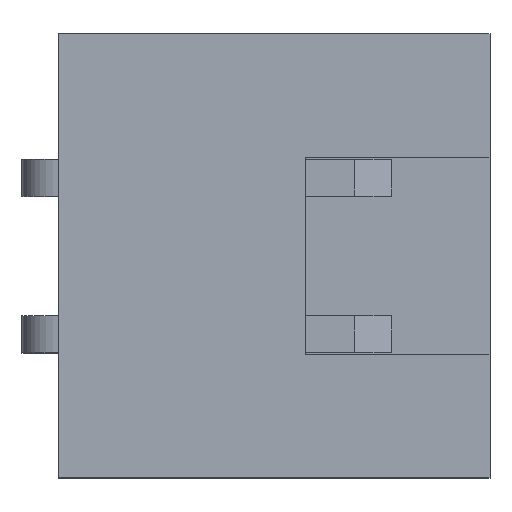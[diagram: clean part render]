
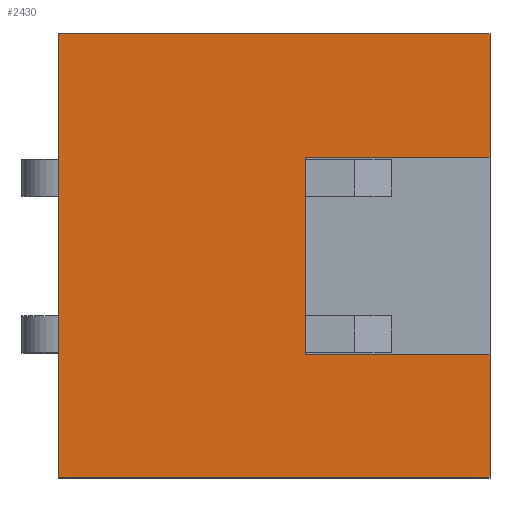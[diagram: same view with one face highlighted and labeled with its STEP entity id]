
A CAD part, top view. The second image highlights one B-rep face of the part: STEP entity #2430.
In plain terms, the highlighted planar face has unit normal (0, 0, 1).
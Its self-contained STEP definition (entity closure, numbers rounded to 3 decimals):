
#728 = PLANE('',#729);
#729 = AXIS2_PLACEMENT_3D('',#730,#731,#732);
#730 = CARTESIAN_POINT('',(7.,0.,0.));
#731 = DIRECTION('',(1.,0.,0.));
#732 = DIRECTION('',(0.,0.,1.));
#905 = PLANE('',#906);
#906 = AXIS2_PLACEMENT_3D('',#907,#908,#909);
#907 = CARTESIAN_POINT('',(4.,2.,6.));
#908 = DIRECTION('',(0.,-1.,0.));
#909 = DIRECTION('',(1.,0.,0.));
#931 = PLANE('',#932);
#932 = AXIS2_PLACEMENT_3D('',#933,#934,#935);
#933 = CARTESIAN_POINT('',(4.,5.2,6.));
#934 = DIRECTION('',(-1.,0.,0.));
#935 = DIRECTION('',(0.,-1.,0.));
#957 = PLANE('',#958);
#958 = AXIS2_PLACEMENT_3D('',#959,#960,#961);
#959 = CARTESIAN_POINT('',(7.,5.2,6.));
#960 = DIRECTION('',(0.,1.,0.));
#961 = DIRECTION('',(-1.,0.,0.));
#981 = PLANE('',#982);
#982 = AXIS2_PLACEMENT_3D('',#983,#984,#985);
#983 = CARTESIAN_POINT('',(7.,0.,0.));
#984 = DIRECTION('',(1.,0.,0.));
#985 = DIRECTION('',(0.,0.,1.));
#1436 = PLANE('',#1437);
#1437 = AXIS2_PLACEMENT_3D('',#1438,#1439,#1440);
#1438 = CARTESIAN_POINT('',(0.,0.,0.));
#1439 = DIRECTION('',(0.,1.,0.));
#1440 = DIRECTION('',(0.,0.,1.));
#1492 = PLANE('',#1493);
#1493 = AXIS2_PLACEMENT_3D('',#1494,#1495,#1496);
#1494 = CARTESIAN_POINT('',(0.,7.2,0.));
#1495 = DIRECTION('',(0.,1.,0.));
#1496 = DIRECTION('',(0.,0.,1.));
#1700 = VERTEX_POINT('',#1701);
#1701 = CARTESIAN_POINT('',(7.,0.,6.));
#1726 = VERTEX_POINT('',#1727);
#1727 = CARTESIAN_POINT('',(7.,2.,6.));
#1748 = EDGE_CURVE('',#1700,#1726,#1749,.T.);
#1749 = SURFACE_CURVE('',#1750,(#1754,#1761),.PCURVE_S1.);
#1750 = LINE('',#1751,#1752);
#1751 = CARTESIAN_POINT('',(7.,0.,6.));
#1752 = VECTOR('',#1753,1.);
#1753 = DIRECTION('',(0.,1.,0.));
#1754 = PCURVE('',#728,#1755);
#1755 = DEFINITIONAL_REPRESENTATION('',(#1756),#1760);
#1756 = LINE('',#1757,#1758);
#1757 = CARTESIAN_POINT('',(6.,0.));
#1758 = VECTOR('',#1759,1.);
#1759 = DIRECTION('',(0.,-1.));
#1760 = ( GEOMETRIC_REPRESENTATION_CONTEXT(2) 
PARAMETRIC_REPRESENTATION_CONTEXT() REPRESENTATION_CONTEXT('2D SPACE',''
  ) );
#1761 = PCURVE('',#1762,#1767);
#1762 = PLANE('',#1763);
#1763 = AXIS2_PLACEMENT_3D('',#1764,#1765,#1766);
#1764 = CARTESIAN_POINT('',(0.,0.,6.));
#1765 = DIRECTION('',(0.,0.,1.));
#1766 = DIRECTION('',(1.,0.,0.));
#1767 = DEFINITIONAL_REPRESENTATION('',(#1768),#1772);
#1768 = LINE('',#1769,#1770);
#1769 = CARTESIAN_POINT('',(7.,0.));
#1770 = VECTOR('',#1771,1.);
#1771 = DIRECTION('',(0.,1.));
#1772 = ( GEOMETRIC_REPRESENTATION_CONTEXT(2) 
PARAMETRIC_REPRESENTATION_CONTEXT() REPRESENTATION_CONTEXT('2D SPACE',''
  ) );
#1777 = EDGE_CURVE('',#1778,#1780,#1782,.T.);
#1778 = VERTEX_POINT('',#1779);
#1779 = CARTESIAN_POINT('',(7.,5.2,6.));
#1780 = VERTEX_POINT('',#1781);
#1781 = CARTESIAN_POINT('',(7.,7.2,6.));
#1782 = SURFACE_CURVE('',#1783,(#1787,#1794),.PCURVE_S1.);
#1783 = LINE('',#1784,#1785);
#1784 = CARTESIAN_POINT('',(7.,0.,6.));
#1785 = VECTOR('',#1786,1.);
#1786 = DIRECTION('',(0.,1.,0.));
#1787 = PCURVE('',#981,#1788);
#1788 = DEFINITIONAL_REPRESENTATION('',(#1789),#1793);
#1789 = LINE('',#1790,#1791);
#1790 = CARTESIAN_POINT('',(6.,0.));
#1791 = VECTOR('',#1792,1.);
#1792 = DIRECTION('',(0.,-1.));
#1793 = ( GEOMETRIC_REPRESENTATION_CONTEXT(2) 
PARAMETRIC_REPRESENTATION_CONTEXT() REPRESENTATION_CONTEXT('2D SPACE',''
  ) );
#1794 = PCURVE('',#1762,#1795);
#1795 = DEFINITIONAL_REPRESENTATION('',(#1796),#1800);
#1796 = LINE('',#1797,#1798);
#1797 = CARTESIAN_POINT('',(7.,0.));
#1798 = VECTOR('',#1799,1.);
#1799 = DIRECTION('',(0.,1.));
#1800 = ( GEOMETRIC_REPRESENTATION_CONTEXT(2) 
PARAMETRIC_REPRESENTATION_CONTEXT() REPRESENTATION_CONTEXT('2D SPACE',''
  ) );
#1872 = EDGE_CURVE('',#1778,#1873,#1875,.T.);
#1873 = VERTEX_POINT('',#1874);
#1874 = CARTESIAN_POINT('',(4.,5.2,6.));
#1875 = SURFACE_CURVE('',#1876,(#1880,#1887),.PCURVE_S1.);
#1876 = LINE('',#1877,#1878);
#1877 = CARTESIAN_POINT('',(7.,5.2,6.));
#1878 = VECTOR('',#1879,1.);
#1879 = DIRECTION('',(-1.,0.,0.));
#1880 = PCURVE('',#957,#1881);
#1881 = DEFINITIONAL_REPRESENTATION('',(#1882),#1886);
#1882 = LINE('',#1883,#1884);
#1883 = CARTESIAN_POINT('',(0.,0.));
#1884 = VECTOR('',#1885,1.);
#1885 = DIRECTION('',(1.,0.));
#1886 = ( GEOMETRIC_REPRESENTATION_CONTEXT(2) 
PARAMETRIC_REPRESENTATION_CONTEXT() REPRESENTATION_CONTEXT('2D SPACE',''
  ) );
#1887 = PCURVE('',#1762,#1888);
#1888 = DEFINITIONAL_REPRESENTATION('',(#1889),#1893);
#1889 = LINE('',#1890,#1891);
#1890 = CARTESIAN_POINT('',(7.,5.2));
#1891 = VECTOR('',#1892,1.);
#1892 = DIRECTION('',(-1.,0.));
#1893 = ( GEOMETRIC_REPRESENTATION_CONTEXT(2) 
PARAMETRIC_REPRESENTATION_CONTEXT() REPRESENTATION_CONTEXT('2D SPACE',''
  ) );
#1921 = EDGE_CURVE('',#1873,#1922,#1924,.T.);
#1922 = VERTEX_POINT('',#1923);
#1923 = CARTESIAN_POINT('',(4.,2.,6.));
#1924 = SURFACE_CURVE('',#1925,(#1929,#1936),.PCURVE_S1.);
#1925 = LINE('',#1926,#1927);
#1926 = CARTESIAN_POINT('',(4.,5.2,6.));
#1927 = VECTOR('',#1928,1.);
#1928 = DIRECTION('',(0.,-1.,0.));
#1929 = PCURVE('',#931,#1930);
#1930 = DEFINITIONAL_REPRESENTATION('',(#1931),#1935);
#1931 = LINE('',#1932,#1933);
#1932 = CARTESIAN_POINT('',(0.,0.));
#1933 = VECTOR('',#1934,1.);
#1934 = DIRECTION('',(1.,0.));
#1935 = ( GEOMETRIC_REPRESENTATION_CONTEXT(2) 
PARAMETRIC_REPRESENTATION_CONTEXT() REPRESENTATION_CONTEXT('2D SPACE',''
  ) );
#1936 = PCURVE('',#1762,#1937);
#1937 = DEFINITIONAL_REPRESENTATION('',(#1938),#1942);
#1938 = LINE('',#1939,#1940);
#1939 = CARTESIAN_POINT('',(4.,5.2));
#1940 = VECTOR('',#1941,1.);
#1941 = DIRECTION('',(0.,-1.));
#1942 = ( GEOMETRIC_REPRESENTATION_CONTEXT(2) 
PARAMETRIC_REPRESENTATION_CONTEXT() REPRESENTATION_CONTEXT('2D SPACE',''
  ) );
#1970 = EDGE_CURVE('',#1922,#1726,#1971,.T.);
#1971 = SURFACE_CURVE('',#1972,(#1976,#1983),.PCURVE_S1.);
#1972 = LINE('',#1973,#1974);
#1973 = CARTESIAN_POINT('',(4.,2.,6.));
#1974 = VECTOR('',#1975,1.);
#1975 = DIRECTION('',(1.,0.,0.));
#1976 = PCURVE('',#905,#1977);
#1977 = DEFINITIONAL_REPRESENTATION('',(#1978),#1982);
#1978 = LINE('',#1979,#1980);
#1979 = CARTESIAN_POINT('',(0.,0.));
#1980 = VECTOR('',#1981,1.);
#1981 = DIRECTION('',(1.,0.));
#1982 = ( GEOMETRIC_REPRESENTATION_CONTEXT(2) 
PARAMETRIC_REPRESENTATION_CONTEXT() REPRESENTATION_CONTEXT('2D SPACE',''
  ) );
#1983 = PCURVE('',#1762,#1984);
#1984 = DEFINITIONAL_REPRESENTATION('',(#1985),#1989);
#1985 = LINE('',#1986,#1987);
#1986 = CARTESIAN_POINT('',(4.,2.));
#1987 = VECTOR('',#1988,1.);
#1988 = DIRECTION('',(1.,0.));
#1989 = ( GEOMETRIC_REPRESENTATION_CONTEXT(2) 
PARAMETRIC_REPRESENTATION_CONTEXT() REPRESENTATION_CONTEXT('2D SPACE',''
  ) );
#2175 = VERTEX_POINT('',#2176);
#2176 = CARTESIAN_POINT('',(0.,0.,6.));
#2190 = PLANE('',#2191);
#2191 = AXIS2_PLACEMENT_3D('',#2192,#2193,#2194);
#2192 = CARTESIAN_POINT('',(0.,0.,0.));
#2193 = DIRECTION('',(1.,0.,0.));
#2194 = DIRECTION('',(0.,0.,1.));
#2202 = EDGE_CURVE('',#2175,#1700,#2203,.T.);
#2203 = SURFACE_CURVE('',#2204,(#2208,#2215),.PCURVE_S1.);
#2204 = LINE('',#2205,#2206);
#2205 = CARTESIAN_POINT('',(0.,0.,6.));
#2206 = VECTOR('',#2207,1.);
#2207 = DIRECTION('',(1.,0.,0.));
#2208 = PCURVE('',#1436,#2209);
#2209 = DEFINITIONAL_REPRESENTATION('',(#2210),#2214);
#2210 = LINE('',#2211,#2212);
#2211 = CARTESIAN_POINT('',(6.,0.));
#2212 = VECTOR('',#2213,1.);
#2213 = DIRECTION('',(0.,1.));
#2214 = ( GEOMETRIC_REPRESENTATION_CONTEXT(2) 
PARAMETRIC_REPRESENTATION_CONTEXT() REPRESENTATION_CONTEXT('2D SPACE',''
  ) );
#2215 = PCURVE('',#1762,#2216);
#2216 = DEFINITIONAL_REPRESENTATION('',(#2217),#2221);
#2217 = LINE('',#2218,#2219);
#2218 = CARTESIAN_POINT('',(0.,0.));
#2219 = VECTOR('',#2220,1.);
#2220 = DIRECTION('',(1.,0.));
#2221 = ( GEOMETRIC_REPRESENTATION_CONTEXT(2) 
PARAMETRIC_REPRESENTATION_CONTEXT() REPRESENTATION_CONTEXT('2D SPACE',''
  ) );
#2384 = VERTEX_POINT('',#2385);
#2385 = CARTESIAN_POINT('',(0.,7.2,6.));
#2406 = EDGE_CURVE('',#2384,#1780,#2407,.T.);
#2407 = SURFACE_CURVE('',#2408,(#2412,#2419),.PCURVE_S1.);
#2408 = LINE('',#2409,#2410);
#2409 = CARTESIAN_POINT('',(0.,7.2,6.));
#2410 = VECTOR('',#2411,1.);
#2411 = DIRECTION('',(1.,0.,0.));
#2412 = PCURVE('',#1492,#2413);
#2413 = DEFINITIONAL_REPRESENTATION('',(#2414),#2418);
#2414 = LINE('',#2415,#2416);
#2415 = CARTESIAN_POINT('',(6.,0.));
#2416 = VECTOR('',#2417,1.);
#2417 = DIRECTION('',(0.,1.));
#2418 = ( GEOMETRIC_REPRESENTATION_CONTEXT(2) 
PARAMETRIC_REPRESENTATION_CONTEXT() REPRESENTATION_CONTEXT('2D SPACE',''
  ) );
#2419 = PCURVE('',#1762,#2420);
#2420 = DEFINITIONAL_REPRESENTATION('',(#2421),#2425);
#2421 = LINE('',#2422,#2423);
#2422 = CARTESIAN_POINT('',(0.,7.2));
#2423 = VECTOR('',#2424,1.);
#2424 = DIRECTION('',(1.,0.));
#2425 = ( GEOMETRIC_REPRESENTATION_CONTEXT(2) 
PARAMETRIC_REPRESENTATION_CONTEXT() REPRESENTATION_CONTEXT('2D SPACE',''
  ) );
#2430 = ADVANCED_FACE('',(#2431),#1762,.T.);
#2431 = FACE_BOUND('',#2432,.T.);
#2432 = EDGE_LOOP('',(#2433,#2434,#2455,#2456,#2457,#2458,#2459,#2460));
#2433 = ORIENTED_EDGE('',*,*,#2406,.F.);
#2434 = ORIENTED_EDGE('',*,*,#2435,.F.);
#2435 = EDGE_CURVE('',#2175,#2384,#2436,.T.);
#2436 = SURFACE_CURVE('',#2437,(#2441,#2448),.PCURVE_S1.);
#2437 = LINE('',#2438,#2439);
#2438 = CARTESIAN_POINT('',(0.,0.,6.));
#2439 = VECTOR('',#2440,1.);
#2440 = DIRECTION('',(0.,1.,0.));
#2441 = PCURVE('',#1762,#2442);
#2442 = DEFINITIONAL_REPRESENTATION('',(#2443),#2447);
#2443 = LINE('',#2444,#2445);
#2444 = CARTESIAN_POINT('',(0.,0.));
#2445 = VECTOR('',#2446,1.);
#2446 = DIRECTION('',(0.,1.));
#2447 = ( GEOMETRIC_REPRESENTATION_CONTEXT(2) 
PARAMETRIC_REPRESENTATION_CONTEXT() REPRESENTATION_CONTEXT('2D SPACE',''
  ) );
#2448 = PCURVE('',#2190,#2449);
#2449 = DEFINITIONAL_REPRESENTATION('',(#2450),#2454);
#2450 = LINE('',#2451,#2452);
#2451 = CARTESIAN_POINT('',(6.,0.));
#2452 = VECTOR('',#2453,1.);
#2453 = DIRECTION('',(0.,-1.));
#2454 = ( GEOMETRIC_REPRESENTATION_CONTEXT(2) 
PARAMETRIC_REPRESENTATION_CONTEXT() REPRESENTATION_CONTEXT('2D SPACE',''
  ) );
#2455 = ORIENTED_EDGE('',*,*,#2202,.T.);
#2456 = ORIENTED_EDGE('',*,*,#1748,.T.);
#2457 = ORIENTED_EDGE('',*,*,#1970,.F.);
#2458 = ORIENTED_EDGE('',*,*,#1921,.F.);
#2459 = ORIENTED_EDGE('',*,*,#1872,.F.);
#2460 = ORIENTED_EDGE('',*,*,#1777,.T.);
